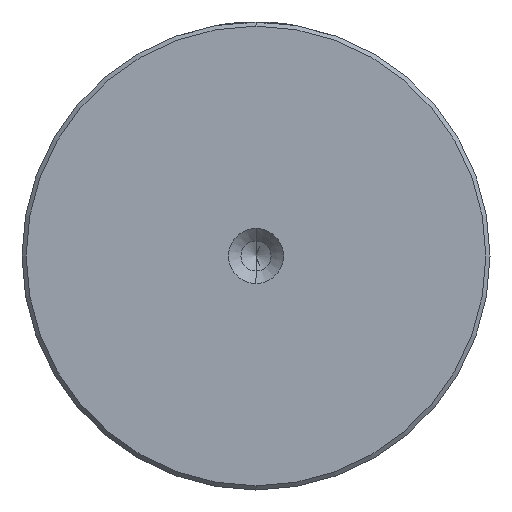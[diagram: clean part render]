
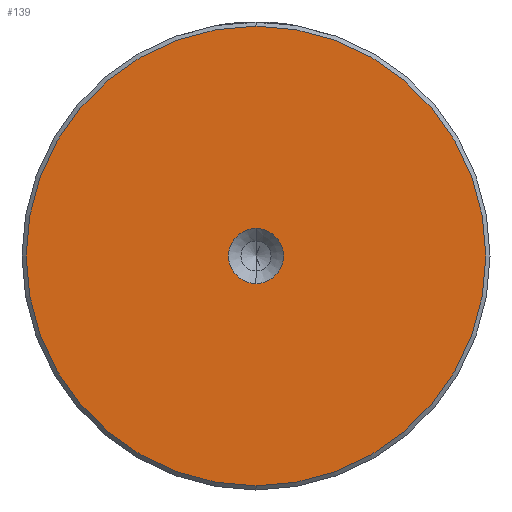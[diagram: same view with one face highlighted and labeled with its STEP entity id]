
A CAD part, left-side view. The second image highlights one B-rep face of the part: STEP entity #139.
In plain terms, the highlighted planar face has unit normal (-1, 0, 0).
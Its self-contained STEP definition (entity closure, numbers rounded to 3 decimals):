
#77 = CIRCLE ( 'NONE', #658, 3.3 ) ;
#78 = CARTESIAN_POINT ( 'NONE',  ( 0., 0., 3.3 ) ) ;
#117 = CARTESIAN_POINT ( 'NONE',  ( 0., 0., 0. ) ) ;
#120 = FACE_BOUND ( 'NONE', #2001, .T. ) ;
#128 = CARTESIAN_POINT ( 'NONE',  ( 0., 0., 27.5 ) ) ;
#139 = ADVANCED_FACE ( 'NONE', ( #2118, #120 ), #1884, .T. ) ;
#154 = DIRECTION ( 'NONE',  ( -1., 0., 0. ) ) ;
#233 = CARTESIAN_POINT ( 'NONE',  ( 0., 0., 0. ) ) ;
#401 = EDGE_CURVE ( 'NONE', #2112, #1836, #77, .T. ) ;
#436 = DIRECTION ( 'NONE',  ( 0., 0., 1. ) ) ;
#519 = VERTEX_POINT ( 'NONE', #128 ) ;
#529 = CARTESIAN_POINT ( 'NONE',  ( 0., 0., 0. ) ) ;
#652 = AXIS2_PLACEMENT_3D ( 'NONE', #529, #1860, #729 ) ;
#658 = AXIS2_PLACEMENT_3D ( 'NONE', #117, #154, #2441 ) ;
#725 = CARTESIAN_POINT ( 'NONE',  ( 0., 0., -27.5 ) ) ;
#729 = DIRECTION ( 'NONE',  ( 0., 0., 1. ) ) ;
#950 = CIRCLE ( 'NONE', #652, 3.3 ) ;
#1011 = AXIS2_PLACEMENT_3D ( 'NONE', #233, #1578, #436 ) ;
#1143 = ORIENTED_EDGE ( 'NONE', *, *, #2207, .F. ) ;
#1154 = CARTESIAN_POINT ( 'NONE',  ( 0., 0., 0. ) ) ;
#1264 = CIRCLE ( 'NONE', #1672, 27.5 ) ;
#1348 = DIRECTION ( 'NONE',  ( 0., 0., 1. ) ) ;
#1578 = DIRECTION ( 'NONE',  ( -1., 0., 0. ) ) ;
#1672 = AXIS2_PLACEMENT_3D ( 'NONE', #1154, #2473, #1348 ) ;
#1727 = EDGE_CURVE ( 'NONE', #1940, #519, #1908, .T. ) ;
#1729 = AXIS2_PLACEMENT_3D ( 'NONE', #1773, #2145, #1757 ) ;
#1752 = ORIENTED_EDGE ( 'NONE', *, *, #2320, .T. ) ;
#1757 = DIRECTION ( 'NONE',  ( 0., 0., 1. ) ) ;
#1773 = CARTESIAN_POINT ( 'NONE',  ( 0., 0., 0. ) ) ;
#1822 = CARTESIAN_POINT ( 'NONE',  ( 0., 0., -3.3 ) ) ;
#1836 = VERTEX_POINT ( 'NONE', #1822 ) ;
#1860 = DIRECTION ( 'NONE',  ( -1., 0., 0. ) ) ;
#1884 = PLANE ( 'NONE',  #1729 ) ;
#1908 = CIRCLE ( 'NONE', #1011, 27.5 ) ;
#1940 = VERTEX_POINT ( 'NONE', #725 ) ;
#2001 = EDGE_LOOP ( 'NONE', ( #2106, #1143 ) ) ;
#2106 = ORIENTED_EDGE ( 'NONE', *, *, #401, .F. ) ;
#2112 = VERTEX_POINT ( 'NONE', #78 ) ;
#2117 = ORIENTED_EDGE ( 'NONE', *, *, #1727, .T. ) ;
#2118 = FACE_OUTER_BOUND ( 'NONE', #2336, .T. ) ;
#2145 = DIRECTION ( 'NONE',  ( -1., 0., 0. ) ) ;
#2207 = EDGE_CURVE ( 'NONE', #1836, #2112, #950, .T. ) ;
#2320 = EDGE_CURVE ( 'NONE', #519, #1940, #1264, .T. ) ;
#2336 = EDGE_LOOP ( 'NONE', ( #2117, #1752 ) ) ;
#2441 = DIRECTION ( 'NONE',  ( 0., 0., 1. ) ) ;
#2473 = DIRECTION ( 'NONE',  ( -1., 0., 0. ) ) ;
